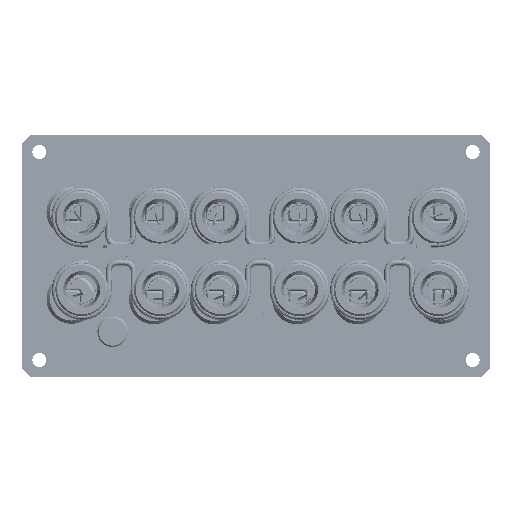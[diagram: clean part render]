
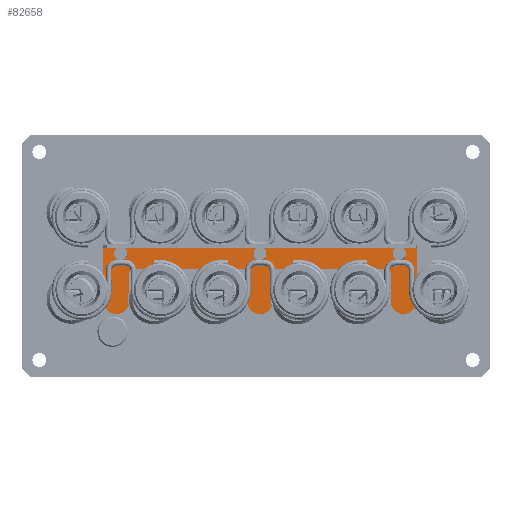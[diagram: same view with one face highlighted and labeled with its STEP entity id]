
A CAD part, top view. The second image highlights one B-rep face of the part: STEP entity #82658.
In plain terms, the highlighted planar face has unit normal (0, 0, 1).
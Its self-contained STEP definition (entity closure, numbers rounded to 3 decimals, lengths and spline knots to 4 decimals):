
#1795 = ORIENTED_EDGE ( 'NONE', *, *, #71460, .T. ) ;
#2086 = CARTESIAN_POINT ( 'NONE',  ( -3.5822, -0.5128, 0.0997 ) ) ;
#2460 = CARTESIAN_POINT ( 'NONE',  ( -3.5322, -0.0503, 0.0997 ) ) ;
#2483 = ORIENTED_EDGE ( 'NONE', *, *, #136930, .F. ) ;
#3935 = EDGE_CURVE ( 'NONE', #127363, #23640, #136230, .T. ) ;
#5491 = ORIENTED_EDGE ( 'NONE', *, *, #72686, .T. ) ;
#6542 = CARTESIAN_POINT ( 'NONE',  ( -6.0275, 0.2497, 0.0997 ) ) ;
#9193 = LINE ( 'NONE', #61506, #112410 ) ;
#11255 = LINE ( 'NONE', #35318, #37591 ) ;
#12381 = EDGE_CURVE ( 'NONE', #59489, #135769, #105483, .T. ) ;
#14161 = CARTESIAN_POINT ( 'NONE',  ( -1.9372, -0.0503, 0.0997 ) ) ;
#15187 = VECTOR ( 'NONE', #41596, 39.3701 ) ;
#16590 = VECTOR ( 'NONE', #35748, 39.3701 ) ;
#18449 = CARTESIAN_POINT ( 'NONE',  ( -1.9372, -0.1003, 0.0997 ) ) ;
#18744 = AXIS2_PLACEMENT_3D ( 'NONE', #18973, #109400, #32037 ) ;
#18973 = CARTESIAN_POINT ( 'NONE',  ( -3.7697, -0.5128, 0.0997 ) ) ;
#20289 = ORIENTED_EDGE ( 'NONE', *, *, #150846, .T. ) ;
#20875 = EDGE_CURVE ( 'NONE', #83616, #129445, #85395, .T. ) ;
#23640 = VERTEX_POINT ( 'NONE', #109580 ) ;
#27922 = CARTESIAN_POINT ( 'NONE',  ( -6.0275, 0.2497, 0.0997 ) ) ;
#28586 = VECTOR ( 'NONE', #96990, 39.3701 ) ;
#30823 = CARTESIAN_POINT ( 'NONE',  ( -3.77, -0.0503, 0.0997 ) ) ;
#31525 = DIRECTION ( 'NONE',  ( 1., 0., 0. ) ) ;
#32037 = DIRECTION ( 'NONE',  ( 1., 0., 0. ) ) ;
#32381 = AXIS2_PLACEMENT_3D ( 'NONE', #35662, #126004, #48646 ) ;
#33142 = ORIENTED_EDGE ( 'NONE', *, *, #100380, .T. ) ;
#34704 = AXIS2_PLACEMENT_3D ( 'NONE', #166592, #115141, #37749 ) ;
#34992 = CARTESIAN_POINT ( 'NONE',  ( -5.6522, 0.2497, 0.0997 ) ) ;
#35318 = CARTESIAN_POINT ( 'NONE',  ( -3.77, -0.0503, 0.0997 ) ) ;
#35662 = CARTESIAN_POINT ( 'NONE',  ( -5.8399, -0.5127, 0.0997 ) ) ;
#35748 = DIRECTION ( 'NONE',  ( 0., -1., 0. ) ) ;
#37528 = VERTEX_POINT ( 'NONE', #148918 ) ;
#37591 = VECTOR ( 'NONE', #125647, 39.3701 ) ;
#37713 = EDGE_LOOP ( 'NONE', ( #2483, #83088, #46633, #33142, #115354, #53241, #83070, #108757, #83441, #51811, #40774, #1795, #156369, #20289, #5491, #74579 ) ) ;
#37749 = DIRECTION ( 'NONE',  ( -1., 0., 0. ) ) ;
#40774 = ORIENTED_EDGE ( 'NONE', *, *, #45206, .T. ) ;
#41140 = CARTESIAN_POINT ( 'NONE',  ( -3.5322, -0.1003, 0.0997 ) ) ;
#41596 = DIRECTION ( 'NONE',  ( 1., 0., 0. ) ) ;
#43354 = CARTESIAN_POINT ( 'NONE',  ( -1.6997, -0.5128, 0.0997 ) ) ;
#44014 = CIRCLE ( 'NONE', #18744, 0.1875 ) ;
#45206 = EDGE_CURVE ( 'NONE', #150326, #61273, #162433, .T. ) ;
#46507 = DIRECTION ( 'NONE',  ( 0., 0., -1. ) ) ;
#46633 = ORIENTED_EDGE ( 'NONE', *, *, #112994, .T. ) ;
#48646 = DIRECTION ( 'NONE',  ( 1., 0., 0. ) ) ;
#48778 = AXIS2_PLACEMENT_3D ( 'NONE', #18449, #108884, #31525 ) ;
#50517 = VERTEX_POINT ( 'NONE', #111606 ) ;
#51399 = CARTESIAN_POINT ( 'NONE',  ( -5.6022, -0.1003, 0.0997 ) ) ;
#51811 = ORIENTED_EDGE ( 'NONE', *, *, #71212, .T. ) ;
#53241 = ORIENTED_EDGE ( 'NONE', *, *, #108011, .T. ) ;
#53908 = AXIS2_PLACEMENT_3D ( 'NONE', #51399, #141723, #64399 ) ;
#54127 = DIRECTION ( 'NONE',  ( 1., 0., 0. ) ) ;
#56344 = DIRECTION ( 'NONE',  ( 1., 0., 0. ) ) ;
#58483 = CARTESIAN_POINT ( 'NONE',  ( -1.8872, -0.5128, 0.0997 ) ) ;
#58837 = LINE ( 'NONE', #91888, #161909 ) ;
#59489 = VERTEX_POINT ( 'NONE', #27922 ) ;
#59651 = VERTEX_POINT ( 'NONE', #58483 ) ;
#61130 = AXIS2_PLACEMENT_3D ( 'NONE', #41140, #131510, #54127 ) ;
#61273 = VERTEX_POINT ( 'NONE', #2460 ) ;
#61506 = CARTESIAN_POINT ( 'NONE',  ( -3.5822, 0.2497, 0.0997 ) ) ;
#62310 = CARTESIAN_POINT ( 'NONE',  ( -3.7701, 0.2497, 0.0997 ) ) ;
#64399 = DIRECTION ( 'NONE',  ( 1., 0., 0. ) ) ;
#64423 = DIRECTION ( 'NONE',  ( 0., 1., 0. ) ) ;
#67421 = FACE_OUTER_BOUND ( 'NONE', #37713, .T. ) ;
#71212 = EDGE_CURVE ( 'NONE', #101622, #150326, #9193, .T. ) ;
#71460 = EDGE_CURVE ( 'NONE', #61273, #127363, #110275, .T. ) ;
#72326 = VERTEX_POINT ( 'NONE', #133351 ) ;
#72686 = EDGE_CURVE ( 'NONE', #59651, #72326, #87862, .T. ) ;
#73082 = VERTEX_POINT ( 'NONE', #166424 ) ;
#73499 = CARTESIAN_POINT ( 'NONE',  ( -5.6522, -0.1003, 0.0997 ) ) ;
#74579 = ORIENTED_EDGE ( 'NONE', *, *, #121157, .T. ) ;
#76818 = CIRCLE ( 'NONE', #53908, 0.05 ) ;
#78682 = CIRCLE ( 'NONE', #144250, 0.05 ) ;
#78963 = DIRECTION ( 'NONE',  ( 0., -1., 0. ) ) ;
#82658 = ADVANCED_FACE ( 'NONE', ( #67421 ), #102161, .T. ) ;
#83070 = ORIENTED_EDGE ( 'NONE', *, *, #120375, .T. ) ;
#83088 = ORIENTED_EDGE ( 'NONE', *, *, #12381, .T. ) ;
#83441 = ORIENTED_EDGE ( 'NONE', *, *, #146117, .T. ) ;
#83616 = VERTEX_POINT ( 'NONE', #97866 ) ;
#85395 = LINE ( 'NONE', #152070, #16590 ) ;
#87862 = CIRCLE ( 'NONE', #101497, 0.1875 ) ;
#90418 = VECTOR ( 'NONE', #113709, 39.3701 ) ;
#91888 = CARTESIAN_POINT ( 'NONE',  ( -1.8872, 0.2497, 0.0997 ) ) ;
#92553 = VECTOR ( 'NONE', #64423, 39.3701 ) ;
#96990 = DIRECTION ( 'NONE',  ( 0., -1., 0. ) ) ;
#97756 = CARTESIAN_POINT ( 'NONE',  ( -6.0275, -0.5173, 0.0997 ) ) ;
#97866 = CARTESIAN_POINT ( 'NONE',  ( -3.9572, -0.1003, 0.0997 ) ) ;
#98043 = LINE ( 'NONE', #34992, #128350 ) ;
#100380 = EDGE_CURVE ( 'NONE', #73082, #130767, #98043, .T. ) ;
#101497 = AXIS2_PLACEMENT_3D ( 'NONE', #43354, #133713, #56344 ) ;
#101622 = VERTEX_POINT ( 'NONE', #2086 ) ;
#102161 = PLANE ( 'NONE',  #34704 ) ;
#104550 = EDGE_CURVE ( 'NONE', #130767, #50517, #76818, .T. ) ;
#105483 = LINE ( 'NONE', #6542, #28586 ) ;
#108011 = EDGE_CURVE ( 'NONE', #50517, #137013, #11255, .T. ) ;
#108757 = ORIENTED_EDGE ( 'NONE', *, *, #20875, .T. ) ;
#108884 = DIRECTION ( 'NONE',  ( 0., 0., -1. ) ) ;
#109400 = DIRECTION ( 'NONE',  ( 0., 0., 1. ) ) ;
#109580 = CARTESIAN_POINT ( 'NONE',  ( -1.8872, -0.1003, 0.0997 ) ) ;
#110275 = LINE ( 'NONE', #30823, #15187 ) ;
#111606 = CARTESIAN_POINT ( 'NONE',  ( -5.6022, -0.0503, 0.0997 ) ) ;
#112410 = VECTOR ( 'NONE', #151861, 39.3701 ) ;
#112994 = EDGE_CURVE ( 'NONE', #135769, #73082, #162645, .T. ) ;
#113709 = DIRECTION ( 'NONE',  ( 1., 0., 0. ) ) ;
#115141 = DIRECTION ( 'NONE',  ( 0., 0., 1. ) ) ;
#115354 = ORIENTED_EDGE ( 'NONE', *, *, #104550, .T. ) ;
#120375 = EDGE_CURVE ( 'NONE', #137013, #83616, #78682, .T. ) ;
#121157 = EDGE_CURVE ( 'NONE', #72326, #37528, #157286, .T. ) ;
#123871 = CARTESIAN_POINT ( 'NONE',  ( -4.0072, -0.1003, 0.0997 ) ) ;
#125342 = DIRECTION ( 'NONE',  ( 0., 1., 0. ) ) ;
#125499 = CARTESIAN_POINT ( 'NONE',  ( -3.9572, -0.5128, 0.0997 ) ) ;
#125647 = DIRECTION ( 'NONE',  ( 1., 0., 0. ) ) ;
#126004 = DIRECTION ( 'NONE',  ( 0., 0., 1. ) ) ;
#127363 = VERTEX_POINT ( 'NONE', #14161 ) ;
#128350 = VECTOR ( 'NONE', #125342, 39.3701 ) ;
#129445 = VERTEX_POINT ( 'NONE', #125499 ) ;
#130767 = VERTEX_POINT ( 'NONE', #73499 ) ;
#131510 = DIRECTION ( 'NONE',  ( 0., 0., -1. ) ) ;
#133351 = CARTESIAN_POINT ( 'NONE',  ( -1.5126, -0.5236, 0.0997 ) ) ;
#133713 = DIRECTION ( 'NONE',  ( 0., 0., 1. ) ) ;
#135769 = VERTEX_POINT ( 'NONE', #97756 ) ;
#136230 = CIRCLE ( 'NONE', #48778, 0.05 ) ;
#136846 = DIRECTION ( 'NONE',  ( 1., 0., 0. ) ) ;
#136930 = EDGE_CURVE ( 'NONE', #59489, #37528, #159196, .T. ) ;
#137013 = VERTEX_POINT ( 'NONE', #157034 ) ;
#141723 = DIRECTION ( 'NONE',  ( 0., 0., -1. ) ) ;
#144250 = AXIS2_PLACEMENT_3D ( 'NONE', #123871, #46507, #136846 ) ;
#146117 = EDGE_CURVE ( 'NONE', #129445, #101622, #44014, .T. ) ;
#148918 = CARTESIAN_POINT ( 'NONE',  ( -1.5126, 0.2497, 0.0997 ) ) ;
#150326 = VERTEX_POINT ( 'NONE', #157115 ) ;
#150846 = EDGE_CURVE ( 'NONE', #23640, #59651, #58837, .T. ) ;
#151861 = DIRECTION ( 'NONE',  ( 0., 1., 0. ) ) ;
#152070 = CARTESIAN_POINT ( 'NONE',  ( -3.9572, 0.2497, 0.0997 ) ) ;
#154806 = CARTESIAN_POINT ( 'NONE',  ( -1.5126, 0.2497, 0.0997 ) ) ;
#156369 = ORIENTED_EDGE ( 'NONE', *, *, #3935, .T. ) ;
#157034 = CARTESIAN_POINT ( 'NONE',  ( -4.0072, -0.0503, 0.0997 ) ) ;
#157115 = CARTESIAN_POINT ( 'NONE',  ( -3.5822, -0.1003, 0.0997 ) ) ;
#157286 = LINE ( 'NONE', #154806, #92553 ) ;
#159196 = LINE ( 'NONE', #62310, #90418 ) ;
#161909 = VECTOR ( 'NONE', #78963, 39.3701 ) ;
#162433 = CIRCLE ( 'NONE', #61130, 0.05 ) ;
#162645 = CIRCLE ( 'NONE', #32381, 0.1877 ) ;
#166424 = CARTESIAN_POINT ( 'NONE',  ( -5.6522, -0.5128, 0.0997 ) ) ;
#166592 = CARTESIAN_POINT ( 'NONE',  ( -3.77, 0.2497, 0.0997 ) ) ;
